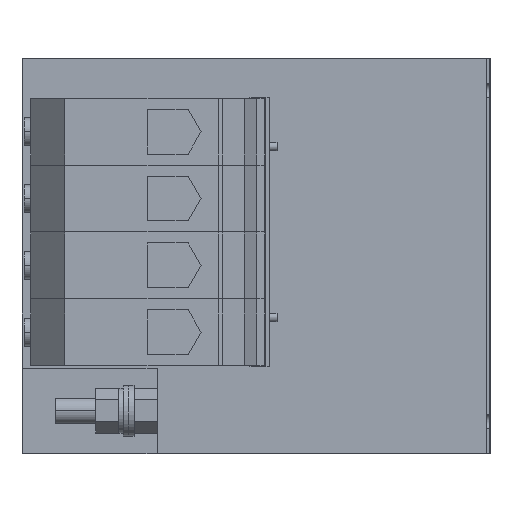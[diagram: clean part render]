
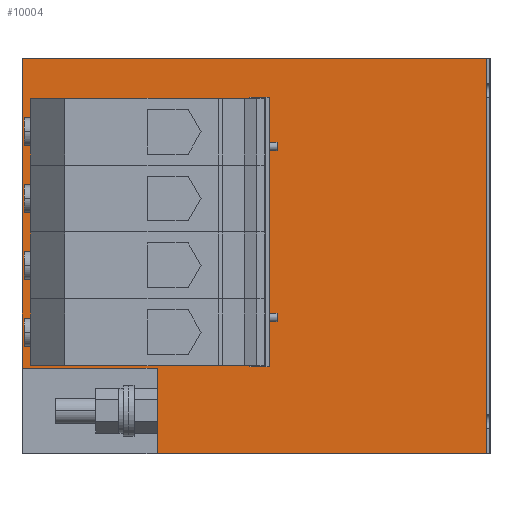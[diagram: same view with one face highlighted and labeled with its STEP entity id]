
A CAD part, left-side view. The second image highlights one B-rep face of the part: STEP entity #10004.
In plain terms, the highlighted planar face has unit normal (-1, 0, 0).
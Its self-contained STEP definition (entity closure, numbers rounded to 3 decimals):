
#69 = VECTOR ( 'NONE', #8135, 1000. ) ;
#151 = ORIENTED_EDGE ( 'NONE', *, *, #4169, .T. ) ;
#416 = VECTOR ( 'NONE', #12258, 1000. ) ;
#658 = LINE ( 'NONE', #6551, #1688 ) ;
#768 = LINE ( 'NONE', #2851, #5490 ) ;
#888 = EDGE_CURVE ( 'NONE', #1478, #5055, #3790, .T. ) ;
#1003 = DIRECTION ( 'NONE',  ( 0., 0., 1. ) ) ;
#1073 = CARTESIAN_POINT ( 'NONE',  ( -210., 0., -93.25 ) ) ;
#1075 = CARTESIAN_POINT ( 'NONE',  ( -210., 213.575, -93.25 ) ) ;
#1195 = CARTESIAN_POINT ( 'NONE',  ( -210., 213.575, -93.25 ) ) ;
#1228 = VERTEX_POINT ( 'NONE', #2332 ) ;
#1254 = DIRECTION ( 'NONE',  ( 0., 0., 1. ) ) ;
#1262 = LINE ( 'NONE', #9253, #6298 ) ;
#1297 = EDGE_CURVE ( 'NONE', #7721, #1747, #8552, .T. ) ;
#1478 = VERTEX_POINT ( 'NONE', #5978 ) ;
#1688 = VECTOR ( 'NONE', #7597, 1000. ) ;
#1747 = VERTEX_POINT ( 'NONE', #10509 ) ;
#2226 = ORIENTED_EDGE ( 'NONE', *, *, #1297, .T. ) ;
#2305 = LINE ( 'NONE', #5268, #416 ) ;
#2332 = CARTESIAN_POINT ( 'NONE',  ( -210., 213.575, -20.8 ) ) ;
#2382 = ORIENTED_EDGE ( 'NONE', *, *, #8677, .F. ) ;
#2623 = VERTEX_POINT ( 'NONE', #7960 ) ;
#2651 = CARTESIAN_POINT ( 'NONE',  ( -210., 101.9, -52.1 ) ) ;
#2712 = VECTOR ( 'NONE', #11085, 1000. ) ;
#2741 = CARTESIAN_POINT ( 'NONE',  ( -210., -1.501, -52.5 ) ) ;
#2851 = CARTESIAN_POINT ( 'NONE',  ( -210., 154.4, -53.25 ) ) ;
#2886 = LINE ( 'NONE', #4865, #11988 ) ;
#3075 = VECTOR ( 'NONE', #5564, 1000. ) ;
#3245 = PLANE ( 'NONE',  #6554 ) ;
#3272 = CARTESIAN_POINT ( 'NONE',  ( -210., 217.6, 91.75 ) ) ;
#3339 = LINE ( 'NONE', #12103, #8772 ) ;
#3367 = CARTESIAN_POINT ( 'NONE',  ( -210., 104.4, -52.5 ) ) ;
#3431 = EDGE_CURVE ( 'NONE', #3445, #9795, #3339, .T. ) ;
#3445 = VERTEX_POINT ( 'NONE', #3272 ) ;
#3481 = DIRECTION ( 'NONE',  ( 0., 1., 0. ) ) ;
#3790 = LINE ( 'NONE', #2741, #3075 ) ;
#3792 = ORIENTED_EDGE ( 'NONE', *, *, #10342, .T. ) ;
#4035 = FACE_BOUND ( 'NONE', #12657, .T. ) ;
#4117 = CARTESIAN_POINT ( 'NONE',  ( -210., 0., -93.25 ) ) ;
#4150 = CARTESIAN_POINT ( 'NONE',  ( -210., 101.9, -93.25 ) ) ;
#4169 = EDGE_CURVE ( 'NONE', #5055, #7721, #2305, .T. ) ;
#4190 = EDGE_CURVE ( 'NONE', #11755, #4894, #10305, .T. ) ;
#4202 = LINE ( 'NONE', #6297, #5016 ) ;
#4351 = EDGE_CURVE ( 'NONE', #9587, #3445, #4202, .T. ) ;
#4476 = VECTOR ( 'NONE', #1003, 1000. ) ;
#4551 = ORIENTED_EDGE ( 'NONE', *, *, #4190, .F. ) ;
#4865 = CARTESIAN_POINT ( 'NONE',  ( -210., 154.4, -53.25 ) ) ;
#4888 = EDGE_CURVE ( 'NONE', #4894, #1228, #8700, .T. ) ;
#4894 = VERTEX_POINT ( 'NONE', #9932 ) ;
#4968 = EDGE_LOOP ( 'NONE', ( #8474, #11191, #8652, #2382, #9518, #9420 ) ) ;
#5016 = VECTOR ( 'NONE', #1254, 1000. ) ;
#5055 = VERTEX_POINT ( 'NONE', #3367 ) ;
#5200 = DIRECTION ( 'NONE',  ( 0., -1., 0. ) ) ;
#5248 = DIRECTION ( 'NONE',  ( 0., -1., 0. ) ) ;
#5268 = CARTESIAN_POINT ( 'NONE',  ( -210., 104.4, -93.25 ) ) ;
#5331 = DIRECTION ( 'NONE',  ( 0., 0., -1. ) ) ;
#5345 = DIRECTION ( 'NONE',  ( 0., 0., 1. ) ) ;
#5385 = ORIENTED_EDGE ( 'NONE', *, *, #4888, .F. ) ;
#5490 = VECTOR ( 'NONE', #11697, 1000. ) ;
#5564 = DIRECTION ( 'NONE',  ( 0., 1., 0. ) ) ;
#5676 = CARTESIAN_POINT ( 'NONE',  ( -210., 104.4, 73.5 ) ) ;
#5978 = CARTESIAN_POINT ( 'NONE',  ( -210., 101.9, -52.5 ) ) ;
#6124 = CARTESIAN_POINT ( 'NONE',  ( -210., 101.9, -93.25 ) ) ;
#6297 = CARTESIAN_POINT ( 'NONE',  ( -210., 217.6, -93.25 ) ) ;
#6298 = VECTOR ( 'NONE', #8322, 1000. ) ;
#6464 = CARTESIAN_POINT ( 'NONE',  ( -210., 0., 91.75 ) ) ;
#6551 = CARTESIAN_POINT ( 'NONE',  ( -210., 213.575, -93.25 ) ) ;
#6554 = AXIS2_PLACEMENT_3D ( 'NONE', #9202, #10122, #5345 ) ;
#6799 = VERTEX_POINT ( 'NONE', #4117 ) ;
#6953 = CARTESIAN_POINT ( 'NONE',  ( -210., 104.4, 73.1 ) ) ;
#7069 = ORIENTED_EDGE ( 'NONE', *, *, #888, .T. ) ;
#7076 = EDGE_CURVE ( 'NONE', #1228, #1747, #658, .T. ) ;
#7090 = LINE ( 'NONE', #1075, #2712 ) ;
#7238 = DIRECTION ( 'NONE',  ( 0., 0., 1. ) ) ;
#7597 = DIRECTION ( 'NONE',  ( 0., 0., -1. ) ) ;
#7709 = EDGE_CURVE ( 'NONE', #2623, #6799, #9195, .T. ) ;
#7721 = VERTEX_POINT ( 'NONE', #11095 ) ;
#7749 = VERTEX_POINT ( 'NONE', #12009 ) ;
#7960 = CARTESIAN_POINT ( 'NONE',  ( -210., 154.4, -93.25 ) ) ;
#8135 = DIRECTION ( 'NONE',  ( 0., 0., 1. ) ) ;
#8220 = CARTESIAN_POINT ( 'NONE',  ( -210., 101.9, 73.5 ) ) ;
#8322 = DIRECTION ( 'NONE',  ( 0., 1., 0. ) ) ;
#8474 = ORIENTED_EDGE ( 'NONE', *, *, #10385, .T. ) ;
#8552 = LINE ( 'NONE', #2651, #10818 ) ;
#8652 = ORIENTED_EDGE ( 'NONE', *, *, #4351, .F. ) ;
#8677 = EDGE_CURVE ( 'NONE', #11848, #9587, #768, .T. ) ;
#8700 = LINE ( 'NONE', #12685, #8935 ) ;
#8772 = VECTOR ( 'NONE', #5248, 1000. ) ;
#8862 = DIRECTION ( 'NONE',  ( 0., 0., 1. ) ) ;
#8890 = DIRECTION ( 'NONE',  ( 0., 0., -1. ) ) ;
#8935 = VECTOR ( 'NONE', #8890, 1000. ) ;
#9060 = LINE ( 'NONE', #12259, #69 ) ;
#9195 = LINE ( 'NONE', #4150, #9845 ) ;
#9202 = CARTESIAN_POINT ( 'NONE',  ( -210., 101.9, -93.25 ) ) ;
#9253 = CARTESIAN_POINT ( 'NONE',  ( -210., -1.501, 73.5 ) ) ;
#9259 = LINE ( 'NONE', #1073, #4476 ) ;
#9371 = CARTESIAN_POINT ( 'NONE',  ( -210., 101.9, 73.1 ) ) ;
#9420 = ORIENTED_EDGE ( 'NONE', *, *, #7709, .T. ) ;
#9518 = ORIENTED_EDGE ( 'NONE', *, *, #10680, .F. ) ;
#9564 = CARTESIAN_POINT ( 'NONE',  ( -210., 154.4, -53.25 ) ) ;
#9587 = VERTEX_POINT ( 'NONE', #12164 ) ;
#9596 = VERTEX_POINT ( 'NONE', #6953 ) ;
#9633 = ORIENTED_EDGE ( 'NONE', *, *, #9951, .F. ) ;
#9795 = VERTEX_POINT ( 'NONE', #6464 ) ;
#9845 = VECTOR ( 'NONE', #5200, 1000. ) ;
#9932 = CARTESIAN_POINT ( 'NONE',  ( -210., 213.575, 10.5 ) ) ;
#9951 = EDGE_CURVE ( 'NONE', #1478, #12421, #10250, .T. ) ;
#10004 = ADVANCED_FACE ( 'NONE', ( #11226, #4035 ), #3245, .T. ) ;
#10041 = VECTOR ( 'NONE', #3481, 1000. ) ;
#10122 = DIRECTION ( 'NONE',  ( -1., 0., 0. ) ) ;
#10250 = LINE ( 'NONE', #6124, #10737 ) ;
#10267 = ORIENTED_EDGE ( 'NONE', *, *, #11528, .F. ) ;
#10305 = LINE ( 'NONE', #1195, #10453 ) ;
#10342 = EDGE_CURVE ( 'NONE', #9596, #12199, #9060, .T. ) ;
#10385 = EDGE_CURVE ( 'NONE', #6799, #9795, #9259, .T. ) ;
#10453 = VECTOR ( 'NONE', #5331, 1000. ) ;
#10509 = CARTESIAN_POINT ( 'NONE',  ( -210., 213.575, -52.1 ) ) ;
#10680 = EDGE_CURVE ( 'NONE', #2623, #11848, #2886, .T. ) ;
#10737 = VECTOR ( 'NONE', #7238, 1000. ) ;
#10776 = DIRECTION ( 'NONE',  ( 0., 1., 0. ) ) ;
#10818 = VECTOR ( 'NONE', #10776, 1000. ) ;
#11085 = DIRECTION ( 'NONE',  ( 0., 0., -1. ) ) ;
#11095 = CARTESIAN_POINT ( 'NONE',  ( -210., 104.4, -52.1 ) ) ;
#11191 = ORIENTED_EDGE ( 'NONE', *, *, #3431, .F. ) ;
#11226 = FACE_OUTER_BOUND ( 'NONE', #4968, .T. ) ;
#11528 = EDGE_CURVE ( 'NONE', #7749, #11755, #7090, .T. ) ;
#11603 = CARTESIAN_POINT ( 'NONE',  ( -210., 213.575, 41.8 ) ) ;
#11662 = LINE ( 'NONE', #9371, #10041 ) ;
#11697 = DIRECTION ( 'NONE',  ( 0., 1., 0. ) ) ;
#11755 = VERTEX_POINT ( 'NONE', #11603 ) ;
#11772 = ORIENTED_EDGE ( 'NONE', *, *, #11808, .F. ) ;
#11808 = EDGE_CURVE ( 'NONE', #9596, #7749, #11662, .T. ) ;
#11848 = VERTEX_POINT ( 'NONE', #9564 ) ;
#11988 = VECTOR ( 'NONE', #8862, 1000. ) ;
#12009 = CARTESIAN_POINT ( 'NONE',  ( -210., 213.575, 73.1 ) ) ;
#12103 = CARTESIAN_POINT ( 'NONE',  ( -210., 217.6, 91.75 ) ) ;
#12164 = CARTESIAN_POINT ( 'NONE',  ( -210., 217.6, -53.25 ) ) ;
#12199 = VERTEX_POINT ( 'NONE', #5676 ) ;
#12258 = DIRECTION ( 'NONE',  ( 0., 0., 1. ) ) ;
#12259 = CARTESIAN_POINT ( 'NONE',  ( -210., 104.4, -93.25 ) ) ;
#12421 = VERTEX_POINT ( 'NONE', #8220 ) ;
#12444 = ORIENTED_EDGE ( 'NONE', *, *, #7076, .F. ) ;
#12474 = ORIENTED_EDGE ( 'NONE', *, *, #12958, .F. ) ;
#12657 = EDGE_LOOP ( 'NONE', ( #151, #2226, #12444, #5385, #4551, #10267, #11772, #3792, #12474, #9633, #7069 ) ) ;
#12685 = CARTESIAN_POINT ( 'NONE',  ( -210., 213.575, -93.25 ) ) ;
#12958 = EDGE_CURVE ( 'NONE', #12421, #12199, #1262, .T. ) ;
